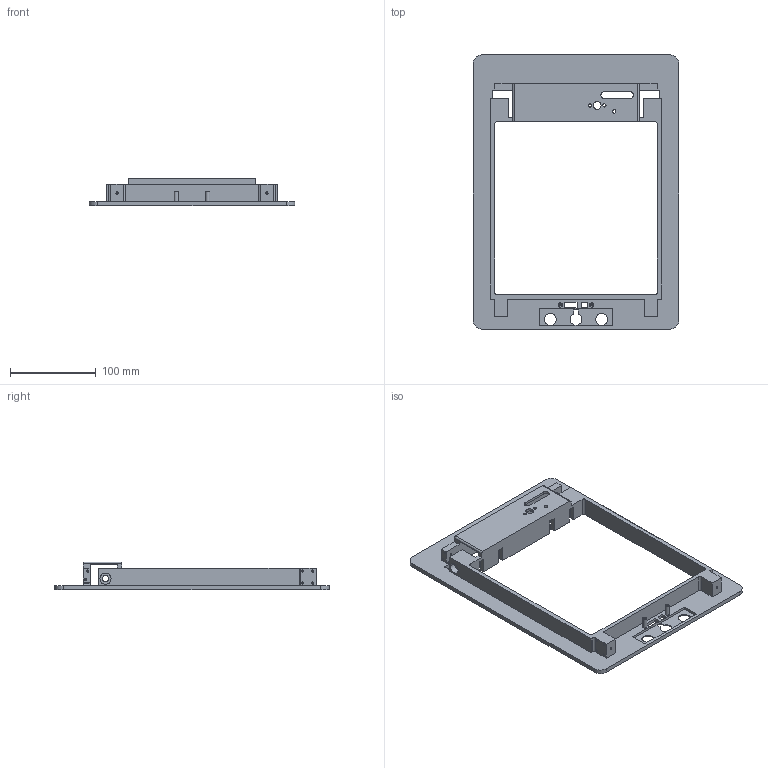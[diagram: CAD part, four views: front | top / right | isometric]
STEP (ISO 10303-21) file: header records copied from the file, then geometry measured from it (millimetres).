
FILE_DESCRIPTION (( 'STEP AP214' ), '1' );
FILE_NAME ('nap tren.STEP', '2018-07-09T07:21:54', ( '' ), ( '' ), 'SwSTEP 2.0', 'SolidWorks 2018', '' );
FILE_SCHEMA (( 'AUTOMOTIVE_DESIGN' ));
Length unit declared in the file: millimetre
Products named in the file (1): nap tren
Bounding box: 240 x 320 x 32.45 mm (x, y, z)
Volume: 304253.9 mm3; surface area: 135378.6 mm2
Topology: 1 solids, 1 shells, 246 faces, 684 edges, 426 vertices
Faces by surface type: cylinder 119, plane 91, cone 36
Entity records: 8212 total; most frequent: DIRECTION 1374, CARTESIAN_POINT 1333, ORIENTED_EDGE 1296, EDGE_CURVE 648, AXIS2_PLACEMENT_3D 483, VERTEX_POINT 426, LINE 408, VECTOR 408
